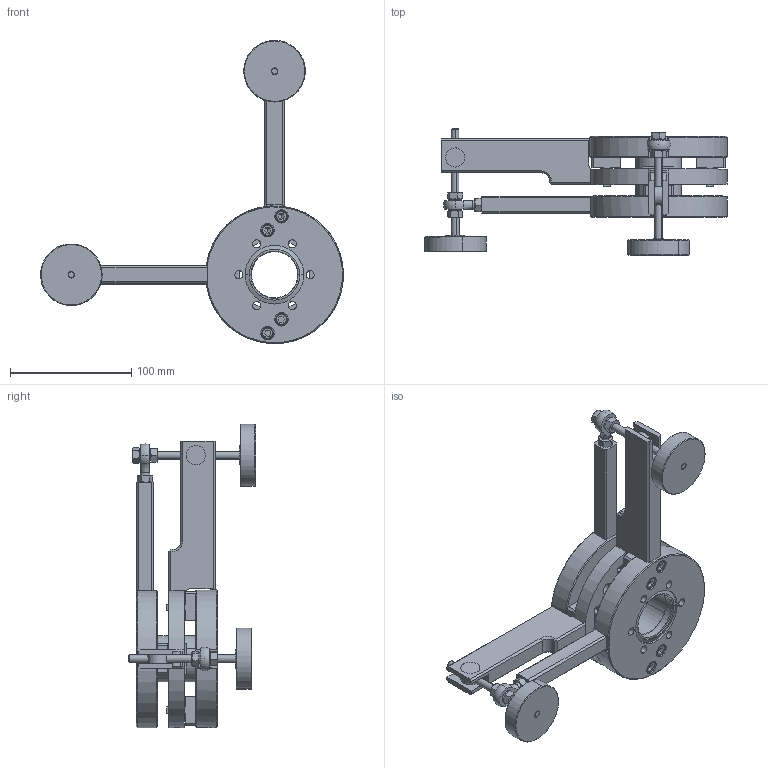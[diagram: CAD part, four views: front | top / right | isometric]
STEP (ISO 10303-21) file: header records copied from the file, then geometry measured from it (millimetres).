
FILE_DESCRIPTION (( 'STEP AP214' ), '1' );
FILE_NAME ('TLT-1.5-B275T-T275T-2.STEP', '2020-10-01T19:54:39', ( '' ), ( '' ), 'SwSTEP 2.0', 'SolidWorks 2010', '' );
FILE_SCHEMA (( 'AUTOMOTIVE_DESIGN' ));
Length unit declared in the file: inch
Products named in the file (1): TLT-1.5-B275T-T275T-2
Bounding box: 249.63 x 104.9 x 249.93 mm (x, y, z)
Surface area: 147375.5 mm2 (no closed solid volume)
Topology: 0 solids, 38 shells, 474 faces, 1393 edges, 920 vertices
Faces by surface type: plane 247, cylinder 114, cone 99, sphere 10, torus 4
Entity records: 22843 total; most frequent: CARTESIAN_POINT 4130, DIRECTION 2680, ORIENTED_EDGE 2325, EDGE_CURVE 1365, AXIS2_PLACEMENT_3D 976, VERTEX_POINT 910, LINE 728, VECTOR 728
